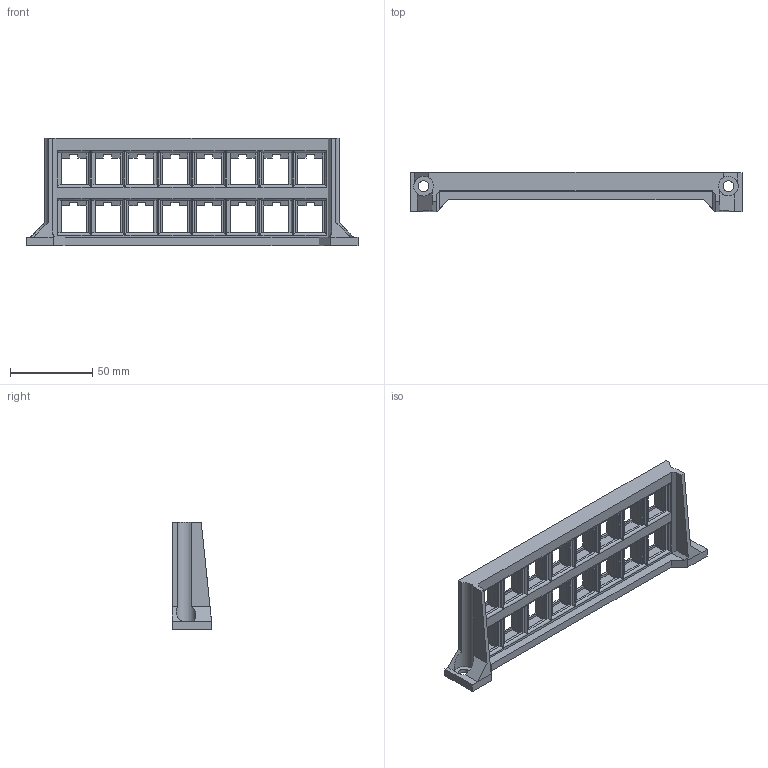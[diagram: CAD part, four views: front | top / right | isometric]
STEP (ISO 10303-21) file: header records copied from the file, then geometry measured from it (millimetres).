
FILE_DESCRIPTION(/* description */ (''),/* implementation_level */ '2;1');
FILE_NAME(/* name */ '2x8.step',/* time_stamp */ '2020-12-13T15:59:27-08:00',/* author */ (''),/* organization */ (''),/* preprocessor_version */ 'ST-DEVELOPER v18.1',/* originating_system */ 'Autodesk Translation Framework v9.7.0.1280',/* authorisation */ '');
FILE_SCHEMA (('AUTOMOTIVE_DESIGN { 1 0 10303 214 3 1 1 }'));
Length unit declared in the file: millimetre
Products named in the file (2): main_2x; keystone-breakout
Assembly tree (1 placements, depth 2):
  main_2x
    keystone-breakout
Bounding box: 201.5 x 23.7 x 65 mm (x, y, z)
Volume: 79717.3 mm3; surface area: 41269.1 mm2
Topology: 1 solids, 1 shells, 1758 faces, 4983 edges, 3310 vertices
Faces by surface type: plane 906, bspline 816, cylinder 36
Full cylindrical faces by diameter (mm): 6.5 x2, 12 x2
Entity records: 65021 total; most frequent: CARTESIAN_POINT 24118, ORIENTED_EDGE 10158, DIRECTION 5481, EDGE_CURVE 5079, VERTEX_POINT 3406, LINE 3303, VECTOR 3303, EDGE_LOOP 1877
